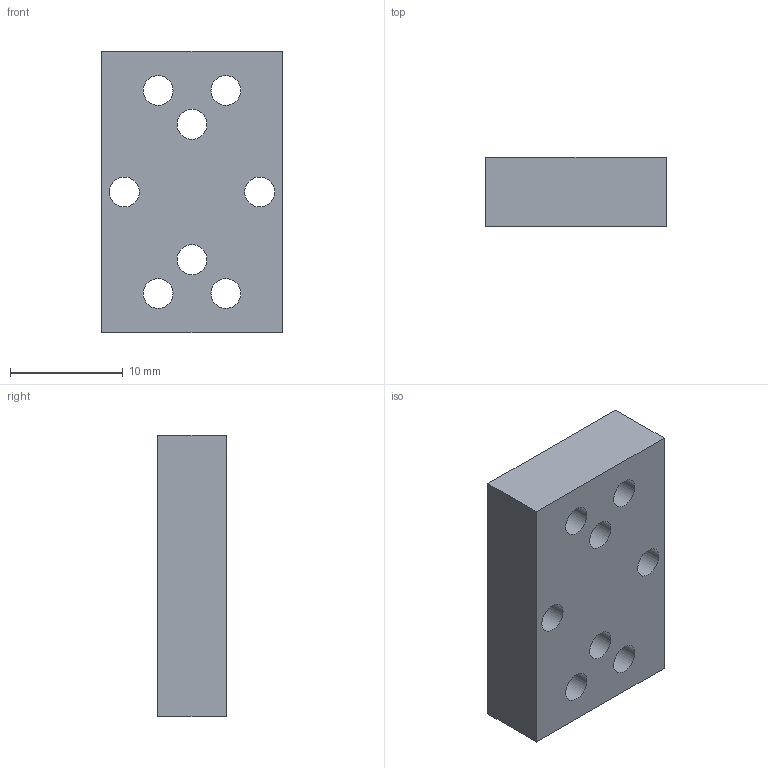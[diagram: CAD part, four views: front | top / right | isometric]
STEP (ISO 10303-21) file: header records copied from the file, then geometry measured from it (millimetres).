
FILE_DESCRIPTION(/* description */ (''),/* implementation_level */ '2;1');
FILE_NAME(/* name */ 'dip_spacer.stp',/* time_stamp */ '2024-12-21T19:38:00-05:00',/* author */ ('Kenny'),/* organization */ (''),/* preprocessor_version */ 'ST-DEVELOPER v18.1',/* originating_system */ 'Autodesk Inventor 2021',/* authorisation */ '');
FILE_SCHEMA (('AUTOMOTIVE_DESIGN { 1 0 10303 214 3 1 1 }'));
Length unit declared in the file: millimetre
Products named in the file (1): finger_spacer_6mm
Bounding box: 16 x 6.1 x 25 mm (x, y, z)
Volume: 2170.8 mm3; surface area: 1618.2 mm2
Topology: 1 solids, 1 shells, 14 faces, 44 edges, 32 vertices
Faces by surface type: cylinder 8, plane 6
Full cylindrical faces by diameter (mm): 2.65 x8
Entity records: 589 total; most frequent: DIRECTION 98, CARTESIAN_POINT 91, ORIENTED_EDGE 88, EDGE_CURVE 44, AXIS2_PLACEMENT_3D 39, VERTEX_POINT 32, EDGE_LOOP 30, CIRCLE 24
